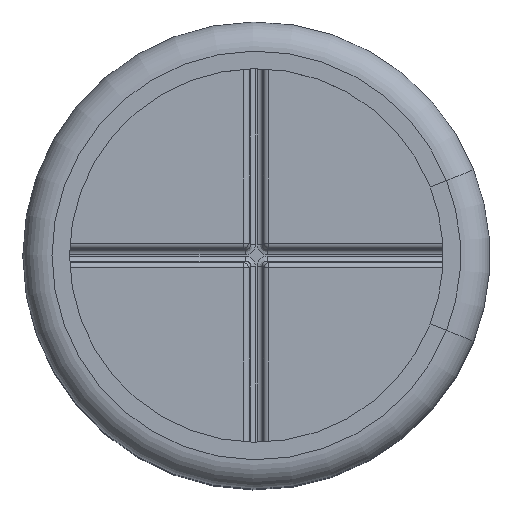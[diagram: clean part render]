
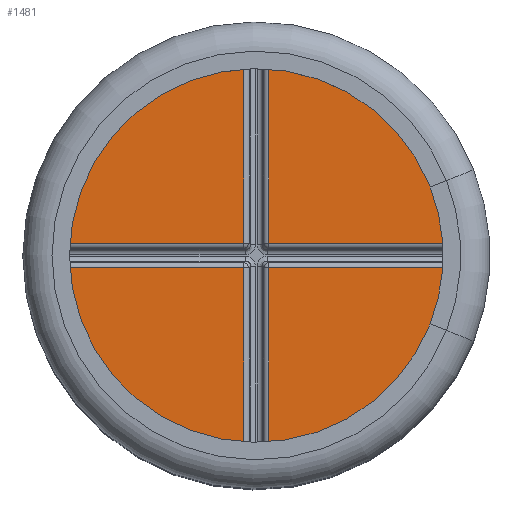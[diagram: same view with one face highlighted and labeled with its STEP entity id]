
A CAD part, top view. The second image highlights one B-rep face of the part: STEP entity #1481.
In plain terms, the highlighted planar face has unit normal (0, 0, 1).
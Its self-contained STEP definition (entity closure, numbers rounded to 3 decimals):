
#1481 = ADVANCED_FACE('',(#1482,#1493),#1591,.T.);
#1482 = FACE_BOUND('',#1483,.T.);
#1483 = EDGE_LOOP('',(#1484));
#1484 = ORIENTED_EDGE('',*,*,#1485,.T.);
#1485 = EDGE_CURVE('',#1486,#1486,#1488,.T.);
#1486 = VERTEX_POINT('',#1487);
#1487 = CARTESIAN_POINT('',(0.,-3.5,10.9));
#1488 = CIRCLE('',#1489,3.5);
#1489 = AXIS2_PLACEMENT_3D('',#1490,#1491,#1492);
#1490 = CARTESIAN_POINT('',(0.,0.,10.9));
#1491 = DIRECTION('',(-0.,0.,1.));
#1492 = DIRECTION('',(0.,-1.,0.));
#1493 = FACE_BOUND('',#1494,.T.);
#1494 = EDGE_LOOP('',(#1495,#1505,#1513,#1521,#1529,#1537,#1545,#1553,
    #1561,#1569,#1577,#1585));
#1495 = ORIENTED_EDGE('',*,*,#1496,.F.);
#1496 = EDGE_CURVE('',#1497,#1499,#1501,.T.);
#1497 = VERTEX_POINT('',#1498);
#1498 = CARTESIAN_POINT('',(3.3,-0.212,10.9));
#1499 = VERTEX_POINT('',#1500);
#1500 = CARTESIAN_POINT('',(3.3,0.212,10.9));
#1501 = LINE('',#1502,#1503);
#1502 = CARTESIAN_POINT('',(3.3,-0.15,10.9));
#1503 = VECTOR('',#1504,1.);
#1504 = DIRECTION('',(0.,1.,0.));
#1505 = ORIENTED_EDGE('',*,*,#1506,.T.);
#1506 = EDGE_CURVE('',#1497,#1507,#1509,.T.);
#1507 = VERTEX_POINT('',#1508);
#1508 = CARTESIAN_POINT('',(0.212,-0.212,10.9));
#1509 = LINE('',#1510,#1511);
#1510 = CARTESIAN_POINT('',(0.15,-0.212,10.9));
#1511 = VECTOR('',#1512,1.);
#1512 = DIRECTION('',(-1.,0.,0.));
#1513 = ORIENTED_EDGE('',*,*,#1514,.T.);
#1514 = EDGE_CURVE('',#1507,#1515,#1517,.T.);
#1515 = VERTEX_POINT('',#1516);
#1516 = CARTESIAN_POINT('',(0.212,-3.3,10.9));
#1517 = LINE('',#1518,#1519);
#1518 = CARTESIAN_POINT('',(0.212,-3.3,10.9));
#1519 = VECTOR('',#1520,1.);
#1520 = DIRECTION('',(0.,-1.,0.));
#1521 = ORIENTED_EDGE('',*,*,#1522,.T.);
#1522 = EDGE_CURVE('',#1515,#1523,#1525,.T.);
#1523 = VERTEX_POINT('',#1524);
#1524 = CARTESIAN_POINT('',(-0.212,-3.3,10.9));
#1525 = LINE('',#1526,#1527);
#1526 = CARTESIAN_POINT('',(0.15,-3.3,10.9));
#1527 = VECTOR('',#1528,1.);
#1528 = DIRECTION('',(-1.,0.,0.));
#1529 = ORIENTED_EDGE('',*,*,#1530,.T.);
#1530 = EDGE_CURVE('',#1523,#1531,#1533,.T.);
#1531 = VERTEX_POINT('',#1532);
#1532 = CARTESIAN_POINT('',(-0.212,-0.212,10.9));
#1533 = LINE('',#1534,#1535);
#1534 = CARTESIAN_POINT('',(-0.212,-0.15,10.9));
#1535 = VECTOR('',#1536,1.);
#1536 = DIRECTION('',(0.,1.,0.));
#1537 = ORIENTED_EDGE('',*,*,#1538,.T.);
#1538 = EDGE_CURVE('',#1531,#1539,#1541,.T.);
#1539 = VERTEX_POINT('',#1540);
#1540 = CARTESIAN_POINT('',(-3.3,-0.212,10.9));
#1541 = LINE('',#1542,#1543);
#1542 = CARTESIAN_POINT('',(-3.3,-0.212,10.9));
#1543 = VECTOR('',#1544,1.);
#1544 = DIRECTION('',(-1.,0.,0.));
#1545 = ORIENTED_EDGE('',*,*,#1546,.T.);
#1546 = EDGE_CURVE('',#1539,#1547,#1549,.T.);
#1547 = VERTEX_POINT('',#1548);
#1548 = CARTESIAN_POINT('',(-3.3,0.212,10.9));
#1549 = LINE('',#1550,#1551);
#1550 = CARTESIAN_POINT('',(-3.3,-0.15,10.9));
#1551 = VECTOR('',#1552,1.);
#1552 = DIRECTION('',(0.,1.,0.));
#1553 = ORIENTED_EDGE('',*,*,#1554,.T.);
#1554 = EDGE_CURVE('',#1547,#1555,#1557,.T.);
#1555 = VERTEX_POINT('',#1556);
#1556 = CARTESIAN_POINT('',(-0.212,0.212,10.9));
#1557 = LINE('',#1558,#1559);
#1558 = CARTESIAN_POINT('',(-0.15,0.212,10.9));
#1559 = VECTOR('',#1560,1.);
#1560 = DIRECTION('',(1.,0.,0.));
#1561 = ORIENTED_EDGE('',*,*,#1562,.T.);
#1562 = EDGE_CURVE('',#1555,#1563,#1565,.T.);
#1563 = VERTEX_POINT('',#1564);
#1564 = CARTESIAN_POINT('',(-0.212,3.3,10.9));
#1565 = LINE('',#1566,#1567);
#1566 = CARTESIAN_POINT('',(-0.212,3.3,10.9));
#1567 = VECTOR('',#1568,1.);
#1568 = DIRECTION('',(0.,1.,0.));
#1569 = ORIENTED_EDGE('',*,*,#1570,.F.);
#1570 = EDGE_CURVE('',#1571,#1563,#1573,.T.);
#1571 = VERTEX_POINT('',#1572);
#1572 = CARTESIAN_POINT('',(0.212,3.3,10.9));
#1573 = LINE('',#1574,#1575);
#1574 = CARTESIAN_POINT('',(0.15,3.3,10.9));
#1575 = VECTOR('',#1576,1.);
#1576 = DIRECTION('',(-1.,0.,0.));
#1577 = ORIENTED_EDGE('',*,*,#1578,.T.);
#1578 = EDGE_CURVE('',#1571,#1579,#1581,.T.);
#1579 = VERTEX_POINT('',#1580);
#1580 = CARTESIAN_POINT('',(0.212,0.212,10.9));
#1581 = LINE('',#1582,#1583);
#1582 = CARTESIAN_POINT('',(0.212,0.15,10.9));
#1583 = VECTOR('',#1584,1.);
#1584 = DIRECTION('',(0.,-1.,0.));
#1585 = ORIENTED_EDGE('',*,*,#1586,.T.);
#1586 = EDGE_CURVE('',#1579,#1499,#1587,.T.);
#1587 = LINE('',#1588,#1589);
#1588 = CARTESIAN_POINT('',(3.3,0.212,10.9));
#1589 = VECTOR('',#1590,1.);
#1590 = DIRECTION('',(1.,0.,0.));
#1591 = PLANE('',#1592);
#1592 = AXIS2_PLACEMENT_3D('',#1593,#1594,#1595);
#1593 = CARTESIAN_POINT('',(0.,0.,10.9));
#1594 = DIRECTION('',(0.,0.,1.));
#1595 = DIRECTION('',(0.,-1.,0.));
